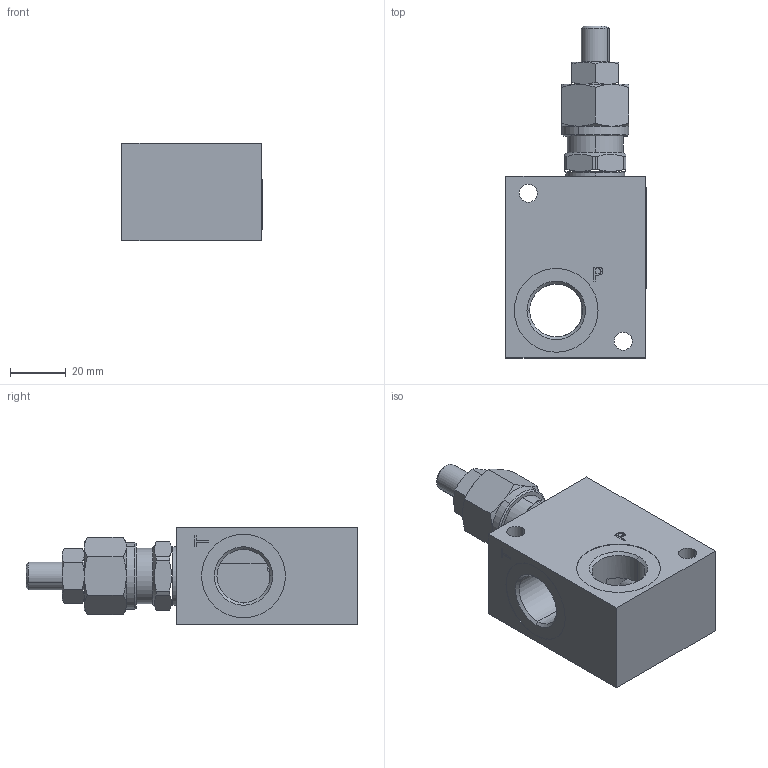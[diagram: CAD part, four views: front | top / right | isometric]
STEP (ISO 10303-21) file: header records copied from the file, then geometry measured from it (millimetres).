
FILE_DESCRIPTION (( 'STEP AP214' ), '1' );
FILE_NAME ('051301030335000.STEP', '2025-06-04T08:43:11', ( '' ), ( '' ), 'SwSTEP 2.0', 'SolidWorks 2023', '' );
FILE_SCHEMA (( 'AUTOMOTIVE_DESIGN' ));
Length unit declared in the file: millimetre
Products named in the file (1): 051301030335000
Bounding box: 50.2 x 118.9 x 35 mm (x, y, z)
Surface area: 24608.4 mm2 (no closed solid volume)
Topology: 0 solids, 53 shells, 240 faces, 3351 edges, 3157 vertices
Faces by surface type: plane 148, cone 40, cylinder 37, bspline 11, torus 4
Entity records: 31632 total; most frequent: CARTESIAN_POINT 9686, DIRECTION 3777, ORIENTED_EDGE 3731, EDGE_CURVE 3347, VERTEX_POINT 3157, VECTOR 3013, LINE 3013, AXIS2_PLACEMENT_3D 382
